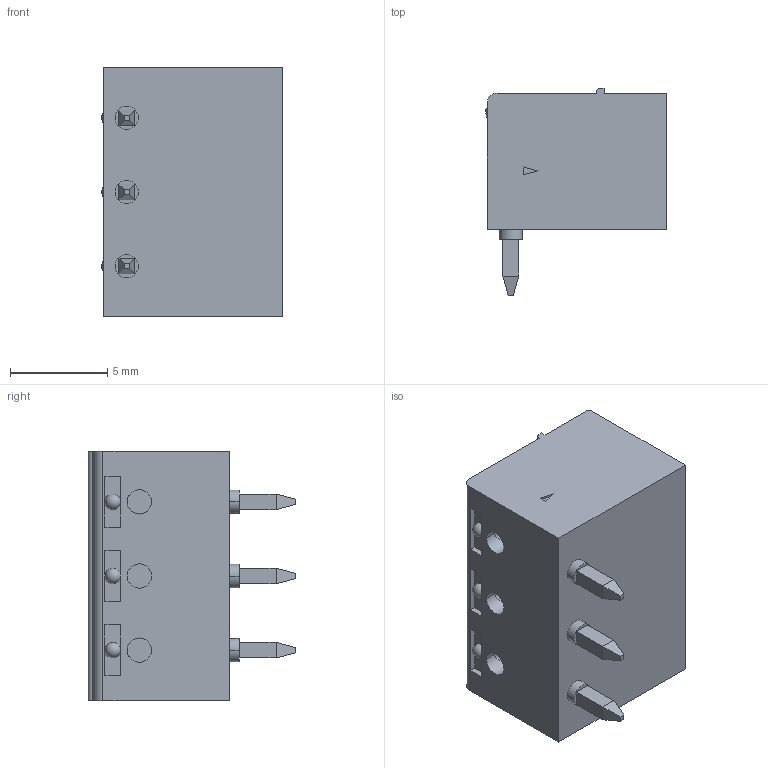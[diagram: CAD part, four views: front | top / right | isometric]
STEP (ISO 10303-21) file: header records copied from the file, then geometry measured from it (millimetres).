
FILE_DESCRIPTION(('SolidDesigner STEP Export'),'2;1');
FILE_NAME('mc_1.5-3-g-3.81.stp','2013-03-18T 7:17:33',(''),(''),'Creo Elements/Direct Modeling STEP processor for AP214 (Solid Model)','Creo Elements/Direct Modeling 18.1 06-May-2012 (C) Parametric Technology GmbH','');
FILE_SCHEMA(('AUTOMOTIVE_DESIGN { 1 0 10303 214 1 1 1 1 }'));
Length unit declared in the file: millimetre
Products named in the file (1): mc_1.5-3-g-3.81
Bounding box: 9.3 x 10.65 x 12.82 mm (x, y, z)
Volume: 496.7 mm3; surface area: 1125.9 mm2
Topology: 1 solids, 1 shells, 270 faces, 654 edges, 413 vertices
Faces by surface type: plane 202, cylinder 62, cone 3, sphere 3
Entity records: 11769 total; most frequent: CARTESIAN_POINT 3407, ORIENTED_EDGE 1296, DIRECTION 1204, EDGE_CURVE 648, VECTOR 500, LINE 500, VERTEX_POINT 413, AXIS2_PLACEMENT_3D 352
